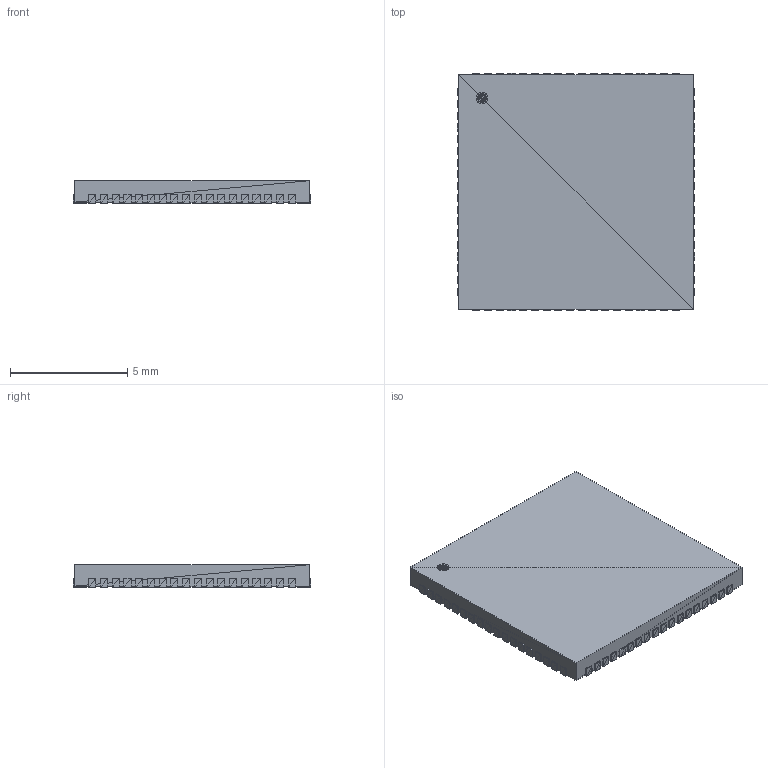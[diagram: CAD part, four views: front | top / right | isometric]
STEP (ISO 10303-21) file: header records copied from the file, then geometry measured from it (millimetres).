
FILE_DESCRIPTION(('STEP AP214'),'1');
FILE_NAME('CP_72_7','2017-03-06T22:05:01',(''),(''),'','','');
FILE_SCHEMA(('AUTOMOTIVE_DESIGN'));
Length unit declared in the file: millimetre
Products named in the file (1): product
Bounding box: 10.11 x 10.11 x 0.97 mm (x, y, z)
Surface area: 361.9 mm2 (no closed solid volume)
Topology: 0 solids, 1592 shells, 1592 faces, 4776 edges, 4776 vertices
Faces by surface type: plane 1592
Entity records: 52595 total; most frequent: CARTESIAN_POINT 11145, DIRECTION 7962, ORIENTED_EDGE 4776, EDGE_CURVE 4776, VERTEX_POINT 4776, LINE 4776, VECTOR 4776, AXIS2_PLACEMENT_3D 1593
